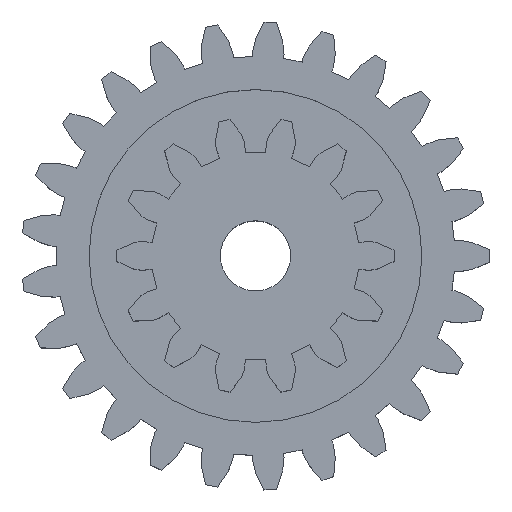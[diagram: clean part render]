
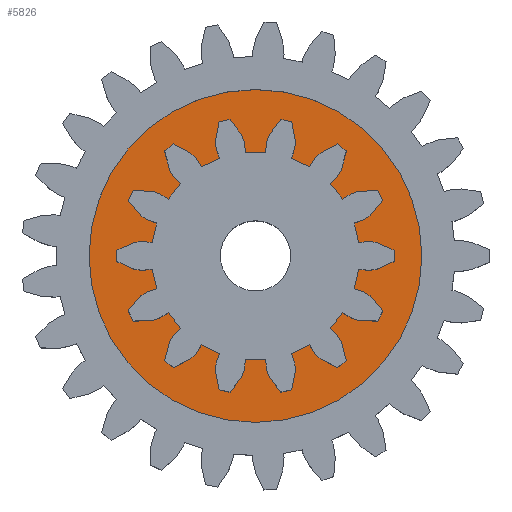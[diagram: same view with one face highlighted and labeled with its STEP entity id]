
A CAD part, top view. The second image highlights one B-rep face of the part: STEP entity #5826.
In plain terms, the highlighted planar face has unit normal (0, 0, 1).
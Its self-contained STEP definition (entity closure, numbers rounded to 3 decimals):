
#178 = DIRECTION ( 'NONE',  ( 1., 0., 0. ) ) ;
#287 = DIRECTION ( 'NONE',  ( 0., 0., 1. ) ) ;
#459 = DIRECTION ( 'NONE',  ( 1., 0., 0. ) ) ;
#535 = CARTESIAN_POINT ( 'NONE',  ( 0., 0., 5. ) ) ;
#1458 = CARTESIAN_POINT ( 'NONE',  ( 94.937, 138.872, 5. ) ) ;
#2219 = CARTESIAN_POINT ( 'NONE',  ( 94.937, 138.872, 5. ) ) ;
#2317 = EDGE_CURVE ( 'NONE', #7391, #6904, #8029, .T. ) ;
#2799 = CARTESIAN_POINT ( 'NONE',  ( 118.213, 138.872, 5. ) ) ;
#2866 = EDGE_LOOP ( 'NONE', ( #9019, #6099 ) ) ;
#3016 = CARTESIAN_POINT ( 'NONE',  ( 94.937, 138.872, 5. ) ) ;
#3529 = CARTESIAN_POINT ( 'NONE',  ( 94.937, 138.872, 5. ) ) ;
#3603 = DIRECTION ( 'NONE',  ( 1., 0., 0. ) ) ;
#3702 = CARTESIAN_POINT ( 'NONE',  ( 71.66, 138.872, 5. ) ) ;
#3722 = AXIS2_PLACEMENT_3D ( 'NONE', #2219, #5906, #459 ) ;
#4249 = EDGE_CURVE ( 'NONE', #5418, #8755, #6819, .T. ) ;
#4384 = PLANE ( 'NONE',  #9740 ) ;
#5418 = VERTEX_POINT ( 'NONE', #10273 ) ;
#5563 = EDGE_CURVE ( 'NONE', #8755, #5418, #10356, .T. ) ;
#5826 = ADVANCED_FACE ( 'NONE', ( #9671, #7983 ), #4384, .T. ) ;
#5906 = DIRECTION ( 'NONE',  ( 0., 0., 1. ) ) ;
#6099 = ORIENTED_EDGE ( 'NONE', *, *, #10178, .T. ) ;
#6128 = ORIENTED_EDGE ( 'NONE', *, *, #5563, .F. ) ;
#6326 = AXIS2_PLACEMENT_3D ( 'NONE', #3016, #287, #3603 ) ;
#6819 = CIRCLE ( 'NONE', #6326, 4.912 ) ;
#6904 = VERTEX_POINT ( 'NONE', #2799 ) ;
#6964 = EDGE_LOOP ( 'NONE', ( #6128, #8049 ) ) ;
#7029 = CIRCLE ( 'NONE', #7076, 23.277 ) ;
#7076 = AXIS2_PLACEMENT_3D ( 'NONE', #3529, #10140, #178 ) ;
#7391 = VERTEX_POINT ( 'NONE', #3702 ) ;
#7601 = DIRECTION ( 'NONE',  ( 0., 0., 1. ) ) ;
#7618 = DIRECTION ( 'NONE',  ( 0., 0., 1. ) ) ;
#7983 = FACE_OUTER_BOUND ( 'NONE', #2866, .T. ) ;
#8029 = CIRCLE ( 'NONE', #3722, 23.277 ) ;
#8049 = ORIENTED_EDGE ( 'NONE', *, *, #4249, .F. ) ;
#8108 = CARTESIAN_POINT ( 'NONE',  ( 90.025, 138.872, 5. ) ) ;
#8473 = DIRECTION ( 'NONE',  ( 1., 0., 0. ) ) ;
#8590 = DIRECTION ( 'NONE',  ( 1., 0., 0. ) ) ;
#8755 = VERTEX_POINT ( 'NONE', #8108 ) ;
#8814 = AXIS2_PLACEMENT_3D ( 'NONE', #1458, #7601, #8590 ) ;
#9019 = ORIENTED_EDGE ( 'NONE', *, *, #2317, .T. ) ;
#9671 = FACE_BOUND ( 'NONE', #6964, .T. ) ;
#9740 = AXIS2_PLACEMENT_3D ( 'NONE', #535, #7618, #8473 ) ;
#10140 = DIRECTION ( 'NONE',  ( 0., 0., 1. ) ) ;
#10178 = EDGE_CURVE ( 'NONE', #6904, #7391, #7029, .T. ) ;
#10273 = CARTESIAN_POINT ( 'NONE',  ( 99.848, 138.872, 5. ) ) ;
#10356 = CIRCLE ( 'NONE', #8814, 4.912 ) ;
